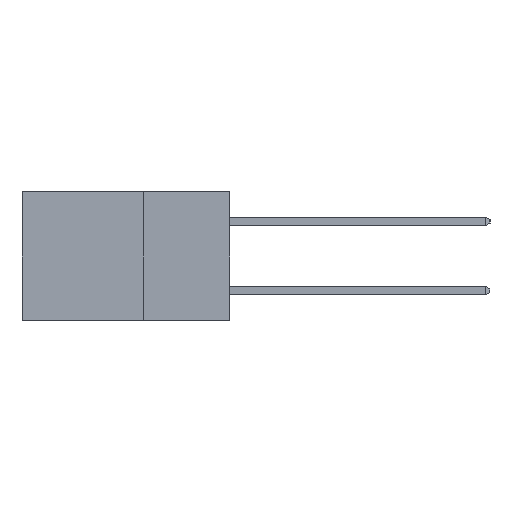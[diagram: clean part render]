
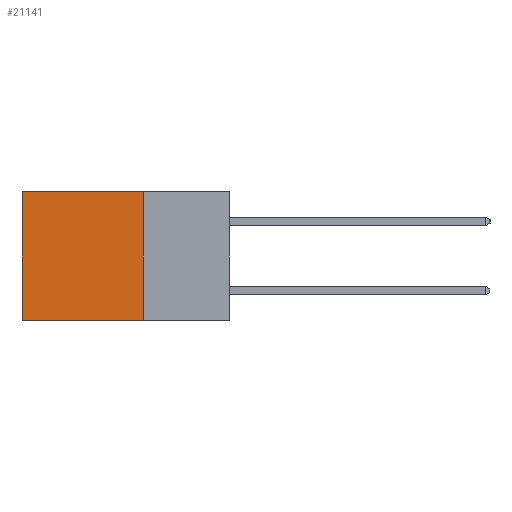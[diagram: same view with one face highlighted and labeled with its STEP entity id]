
A CAD part, left-side view. The second image highlights one B-rep face of the part: STEP entity #21141.
In plain terms, the highlighted planar face has unit normal (-1, 0, 0).
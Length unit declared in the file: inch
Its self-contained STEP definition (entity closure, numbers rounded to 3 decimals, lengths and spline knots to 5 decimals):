
#990 = ORIENTED_EDGE ( 'NONE', *, *, #21472, .F. ) ;
#1831 = ORIENTED_EDGE ( 'NONE', *, *, #12406, .F. ) ;
#2023 = VECTOR ( 'NONE', #17927, 39.37008 ) ;
#3247 = CARTESIAN_POINT ( 'NONE',  ( 0.2615, 0.25, -0.37 ) ) ;
#3469 = FACE_OUTER_BOUND ( 'NONE', #12312, .T. ) ;
#4421 = CARTESIAN_POINT ( 'NONE',  ( 0.2615, 0.25, 0. ) ) ;
#4493 = DIRECTION ( 'NONE',  ( 0., 1., 0. ) ) ;
#5134 = VECTOR ( 'NONE', #10179, 39.37008 ) ;
#5411 = EDGE_CURVE ( 'NONE', #6232, #5668, #6770, .T. ) ;
#5668 = VERTEX_POINT ( 'NONE', #21326 ) ;
#6232 = VERTEX_POINT ( 'NONE', #13655 ) ;
#6770 = LINE ( 'NONE', #4421, #10819 ) ;
#6781 = AXIS2_PLACEMENT_3D ( 'NONE', #14474, #7582, #19582 ) ;
#7319 = ORIENTED_EDGE ( 'NONE', *, *, #5411, .T. ) ;
#7582 = DIRECTION ( 'NONE',  ( 1., 0., 0. ) ) ;
#10179 = DIRECTION ( 'NONE',  ( 0., 0., -1. ) ) ;
#10819 = VECTOR ( 'NONE', #4493, 39.37008 ) ;
#11325 = LINE ( 'NONE', #17995, #2023 ) ;
#12312 = EDGE_LOOP ( 'NONE', ( #17499, #1831, #990, #7319 ) ) ;
#12406 = EDGE_CURVE ( 'NONE', #14590, #12779, #19815, .T. ) ;
#12729 = CARTESIAN_POINT ( 'NONE',  ( 0.2615, 0.25, -0.37 ) ) ;
#12779 = VERTEX_POINT ( 'NONE', #16589 ) ;
#13655 = CARTESIAN_POINT ( 'NONE',  ( 0.2615, 0.25, 0. ) ) ;
#14474 = CARTESIAN_POINT ( 'NONE',  ( 0.2615, 0.25, -0.37 ) ) ;
#14590 = VERTEX_POINT ( 'NONE', #12729 ) ;
#14789 = VECTOR ( 'NONE', #20625, 39.37008 ) ;
#16589 = CARTESIAN_POINT ( 'NONE',  ( 0.2615, 0.6, -0.37 ) ) ;
#17499 = ORIENTED_EDGE ( 'NONE', *, *, #21873, .T. ) ;
#17927 = DIRECTION ( 'NONE',  ( 0., 0., -1. ) ) ;
#17995 = CARTESIAN_POINT ( 'NONE',  ( 0.2615, 0.6, -0.37 ) ) ;
#18980 = CARTESIAN_POINT ( 'NONE',  ( 0.2615, 0.25, -0.37 ) ) ;
#19397 = LINE ( 'NONE', #3247, #5134 ) ;
#19512 = PLANE ( 'NONE',  #6781 ) ;
#19582 = DIRECTION ( 'NONE',  ( 0., 0., -1. ) ) ;
#19815 = LINE ( 'NONE', #18980, #14789 ) ;
#20625 = DIRECTION ( 'NONE',  ( 0., 1., 0. ) ) ;
#21141 = ADVANCED_FACE ( 'NONE', ( #3469 ), #19512, .F. ) ;
#21326 = CARTESIAN_POINT ( 'NONE',  ( 0.2615, 0.6, 0. ) ) ;
#21472 = EDGE_CURVE ( 'NONE', #6232, #14590, #19397, .T. ) ;
#21873 = EDGE_CURVE ( 'NONE', #5668, #12779, #11325, .T. ) ;
